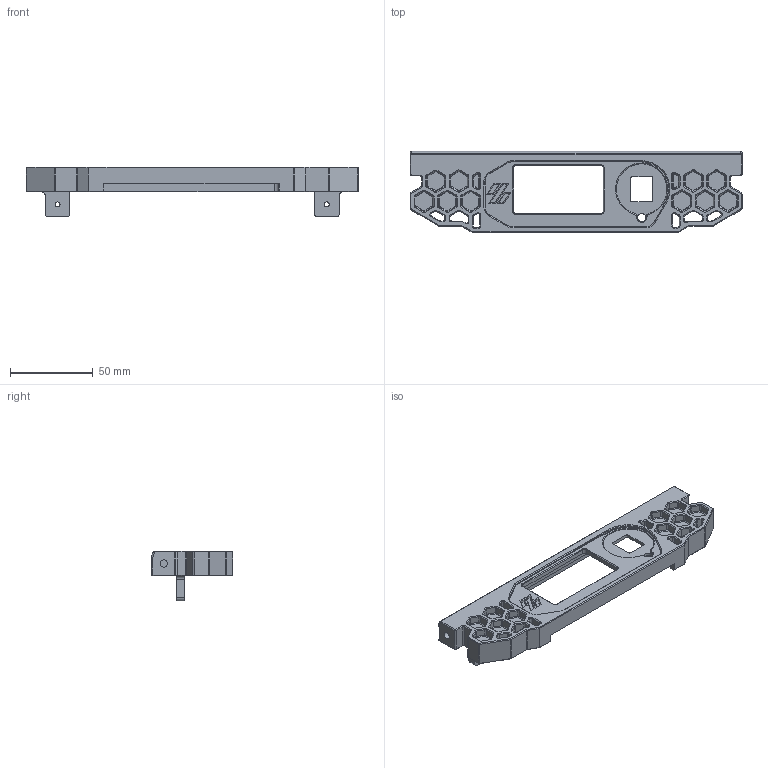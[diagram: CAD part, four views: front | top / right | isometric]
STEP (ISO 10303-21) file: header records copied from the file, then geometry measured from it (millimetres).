
FILE_DESCRIPTION(/* description */ (''),/* implementation_level */ '2;1');
FILE_NAME(/* name */ 'cover_skirt_front.step',/* time_stamp */ '2020-11-19T21:56:59+01:00',/* author */ (''),/* organization */ (''),/* preprocessor_version */ 'ST-DEVELOPER v18.1',/* originating_system */ 'Autodesk Translation Framework v9.3.0.1241',/* authorisation */ '');
FILE_SCHEMA (('AUTOMOTIVE_DESIGN { 1 0 10303 214 3 1 1 }'));
Length unit declared in the file: millimetre
Products named in the file (1): display_holder
Bounding box: 200 x 49 x 30 mm (x, y, z)
Volume: 51113.2 mm3; surface area: 32821.4 mm2
Topology: 2 solids, 2 shells, 868 faces, 2105 edges, 1257 vertices
Faces by surface type: plane 460, cone 209, cylinder 193, bspline 4, torus 2
Full cylindrical faces by diameter (mm): 2.7 x3, 3 x2, 4.4 x2, 5 x1
Entity records: 25236 total; most frequent: CARTESIAN_POINT 4601, DIRECTION 4412, ORIENTED_EDGE 4210, EDGE_CURVE 2105, AXIS2_PLACEMENT_3D 1472, LINE 1468, VECTOR 1468, VERTEX_POINT 1257
